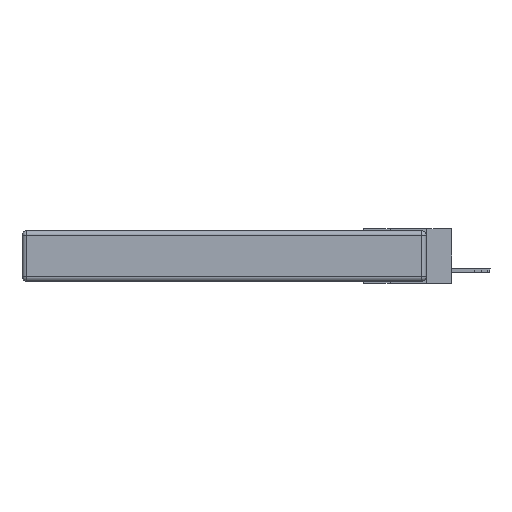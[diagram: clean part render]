
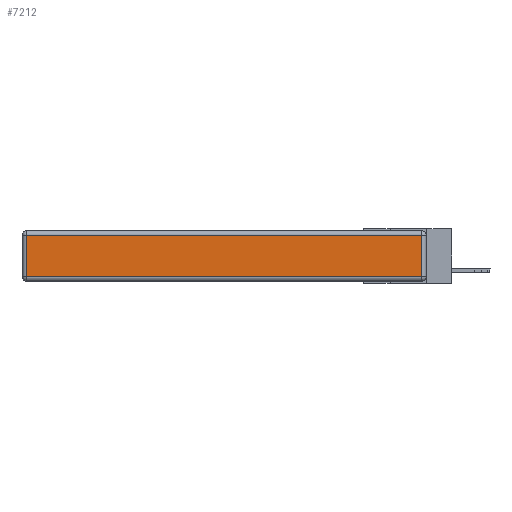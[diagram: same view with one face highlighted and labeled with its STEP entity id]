
A CAD part, left-side view. The second image highlights one B-rep face of the part: STEP entity #7212.
In plain terms, the highlighted planar face has unit normal (-1, 0, 0).
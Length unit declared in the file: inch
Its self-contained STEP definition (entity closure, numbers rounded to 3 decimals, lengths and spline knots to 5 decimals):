
#63 = DIRECTION ( 'NONE',  ( -1., 0., 0. ) ) ;
#566 = DIRECTION ( 'NONE',  ( 0., 1., 0. ) ) ;
#613 = EDGE_CURVE ( 'NONE', #7501, #5862, #871, .T. ) ;
#871 = LINE ( 'NONE', #7209, #9562 ) ;
#1672 = DIRECTION ( 'NONE',  ( 0., 0., -1. ) ) ;
#2423 = ORIENTED_EDGE ( 'NONE', *, *, #613, .T. ) ;
#3524 = AXIS2_PLACEMENT_3D ( 'NONE', #10901, #63, #8524 ) ;
#4175 = LINE ( 'NONE', #13495, #14372 ) ;
#4289 = CARTESIAN_POINT ( 'NONE',  ( 0., 0.03, -0.343 ) ) ;
#4530 = VECTOR ( 'NONE', #1672, 39.37008 ) ;
#4788 = EDGE_CURVE ( 'NONE', #5862, #12511, #10531, .T. ) ;
#5157 = CARTESIAN_POINT ( 'NONE',  ( 0., 2.72, -0.343 ) ) ;
#5512 = DIRECTION ( 'NONE',  ( 0., 0., 1. ) ) ;
#5862 = VERTEX_POINT ( 'NONE', #14160 ) ;
#6170 = CARTESIAN_POINT ( 'NONE',  ( 0., 2.72, -0.313 ) ) ;
#6445 = FACE_OUTER_BOUND ( 'NONE', #14717, .T. ) ;
#7209 = CARTESIAN_POINT ( 'NONE',  ( 0., 0., -0.313 ) ) ;
#7212 = ADVANCED_FACE ( 'NONE', ( #6445 ), #7491, .T. ) ;
#7261 = DIRECTION ( 'NONE',  ( 0., -1., 0. ) ) ;
#7491 = PLANE ( 'NONE',  #3524 ) ;
#7501 = VERTEX_POINT ( 'NONE', #6170 ) ;
#8278 = VERTEX_POINT ( 'NONE', #12116 ) ;
#8524 = DIRECTION ( 'NONE',  ( 0., 0., 1. ) ) ;
#9562 = VECTOR ( 'NONE', #7261, 39.37008 ) ;
#9601 = VECTOR ( 'NONE', #5512, 39.37008 ) ;
#9640 = CARTESIAN_POINT ( 'NONE',  ( 0., 0.03, -0.03 ) ) ;
#10022 = EDGE_CURVE ( 'NONE', #12511, #8278, #4175, .T. ) ;
#10531 = LINE ( 'NONE', #4289, #9601 ) ;
#10834 = ORIENTED_EDGE ( 'NONE', *, *, #11250, .T. ) ;
#10901 = CARTESIAN_POINT ( 'NONE',  ( 0., 0., -0.343 ) ) ;
#10963 = ORIENTED_EDGE ( 'NONE', *, *, #10022, .T. ) ;
#11250 = EDGE_CURVE ( 'NONE', #8278, #7501, #13571, .T. ) ;
#12116 = CARTESIAN_POINT ( 'NONE',  ( 0., 2.72, -0.03 ) ) ;
#12511 = VERTEX_POINT ( 'NONE', #9640 ) ;
#13495 = CARTESIAN_POINT ( 'NONE',  ( 0., 2.75, -0.03 ) ) ;
#13571 = LINE ( 'NONE', #5157, #4530 ) ;
#14160 = CARTESIAN_POINT ( 'NONE',  ( 0., 0.03, -0.313 ) ) ;
#14372 = VECTOR ( 'NONE', #566, 39.37008 ) ;
#14717 = EDGE_LOOP ( 'NONE', ( #2423, #15148, #10963, #10834 ) ) ;
#15148 = ORIENTED_EDGE ( 'NONE', *, *, #4788, .T. ) ;
